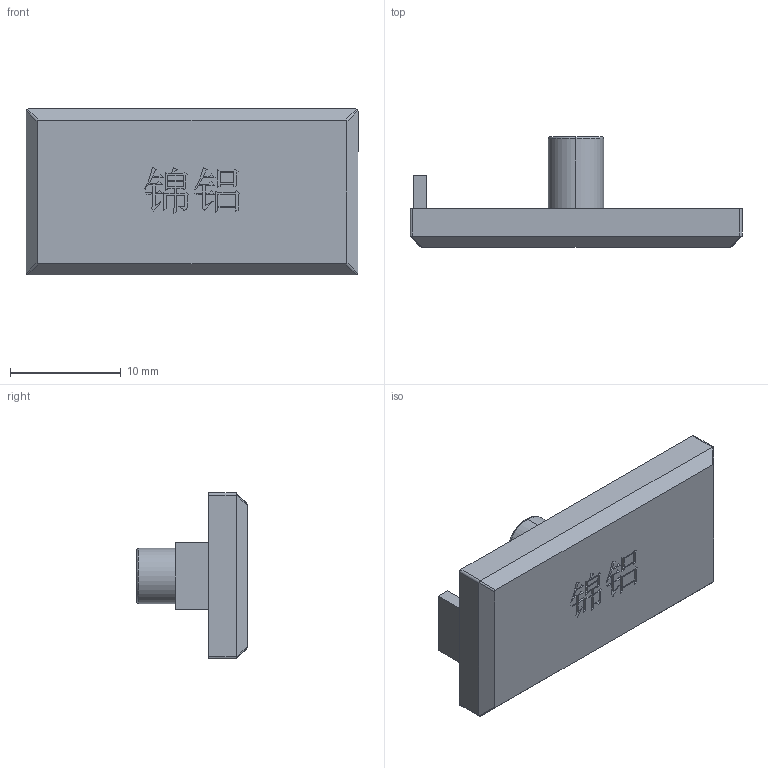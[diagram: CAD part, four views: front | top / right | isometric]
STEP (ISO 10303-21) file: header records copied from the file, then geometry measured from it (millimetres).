
FILE_DESCRIPTION (( 'STEP AP203' ), '1' );
FILE_NAME ('弊梓1530傷裔.STEP', '2019-07-31T01:52:12', ( 'User' ), ( 'China' ), 'SwSTEP 2.0', 'SolidWorks 2015', '' );
FILE_SCHEMA (( 'CONFIG_CONTROL_DESIGN' ));
Length unit declared in the file: millimetre
Products named in the file (1): 弊梓1530傷裔
Bounding box: 30 x 10 x 15 mm (x, y, z)
Volume: 1318.8 mm3; surface area: 1514.8 mm2
Topology: 1 solids, 1 shells, 189 faces, 523 edges, 348 vertices
Faces by surface type: plane 147, bspline 30, cylinder 12
Entity records: 6926 total; most frequent: CARTESIAN_POINT 2253, ORIENTED_EDGE 1046, DIRECTION 783, EDGE_CURVE 523, VECTOR 435, LINE 435, VERTEX_POINT 348, EDGE_LOOP 201
